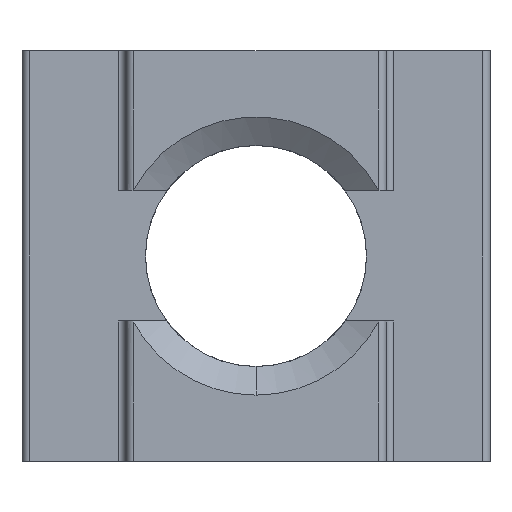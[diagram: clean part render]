
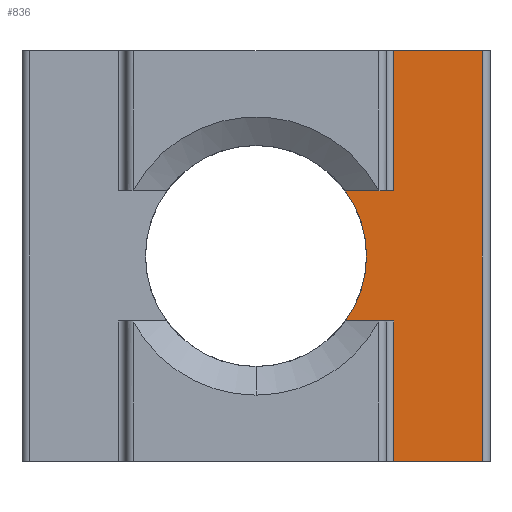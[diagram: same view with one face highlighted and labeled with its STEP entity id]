
A CAD part, front view. The second image highlights one B-rep face of the part: STEP entity #836.
In plain terms, the highlighted planar face has unit normal (0, -1, 0).
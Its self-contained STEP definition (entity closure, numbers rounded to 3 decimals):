
#7 = CARTESIAN_POINT ( 'NONE',  ( 3.437, 3., 5.4 ) ) ;
#59 = VERTEX_POINT ( 'NONE', #1266 ) ;
#71 = ORIENTED_EDGE ( 'NONE', *, *, #1203, .T. ) ;
#98 = VECTOR ( 'NONE', #1226, 1000. ) ;
#104 = DIRECTION ( 'NONE',  ( 0., 0., -1. ) ) ;
#120 = EDGE_CURVE ( 'NONE', #242, #786, #1269, .T. ) ;
#131 = CIRCLE ( 'NONE', #1273, 4.25 ) ;
#160 = VERTEX_POINT ( 'NONE', #7 ) ;
#168 = LINE ( 'NONE', #1340, #1093 ) ;
#205 = CARTESIAN_POINT ( 'NONE',  ( 5., 3., 15.8 ) ) ;
#242 = VERTEX_POINT ( 'NONE', #601 ) ;
#251 = EDGE_LOOP ( 'NONE', ( #930, #1328, #1168, #1099, #584, #1094, #71, #1401 ) ) ;
#254 = CARTESIAN_POINT ( 'NONE',  ( 5., 3., 15.8 ) ) ;
#279 = VECTOR ( 'NONE', #1012, 1000. ) ;
#290 = DIRECTION ( 'NONE',  ( 0., 1., 0. ) ) ;
#300 = VECTOR ( 'NONE', #1292, 1000. ) ;
#309 = PLANE ( 'NONE',  #1327 ) ;
#330 = VECTOR ( 'NONE', #1033, 1000. ) ;
#336 = CARTESIAN_POINT ( 'NONE',  ( 15., 3., 5.4 ) ) ;
#372 = EDGE_CURVE ( 'NONE', #1358, #160, #131, .T. ) ;
#450 = VERTEX_POINT ( 'NONE', #579 ) ;
#554 = CARTESIAN_POINT ( 'NONE',  ( 0., 3., 7.9 ) ) ;
#570 = LINE ( 'NONE', #254, #330 ) ;
#579 = CARTESIAN_POINT ( 'NONE',  ( 5.3, 3., 15.8 ) ) ;
#583 = EDGE_CURVE ( 'NONE', #450, #786, #570, .T. ) ;
#584 = ORIENTED_EDGE ( 'NONE', *, *, #372, .T. ) ;
#600 = VECTOR ( 'NONE', #1064, 1000. ) ;
#601 = CARTESIAN_POINT ( 'NONE',  ( 8.7, 3., 0. ) ) ;
#615 = CARTESIAN_POINT ( 'NONE',  ( 5., 3., 0. ) ) ;
#638 = LINE ( 'NONE', #1390, #600 ) ;
#674 = LINE ( 'NONE', #336, #279 ) ;
#711 = CARTESIAN_POINT ( 'NONE',  ( 5.3, 3., 0. ) ) ;
#724 = CARTESIAN_POINT ( 'NONE',  ( 8.7, 3., 15.8 ) ) ;
#739 = DIRECTION ( 'NONE',  ( 0., 0., 1. ) ) ;
#782 = LINE ( 'NONE', #1313, #98 ) ;
#786 = VERTEX_POINT ( 'NONE', #724 ) ;
#811 = CARTESIAN_POINT ( 'NONE',  ( 8.7, 3., 15.8 ) ) ;
#826 = EDGE_CURVE ( 'NONE', #1182, #242, #1188, .T. ) ;
#836 = ADVANCED_FACE ( 'NONE', ( #1070 ), #309, .F. ) ;
#840 = VECTOR ( 'NONE', #739, 1000. ) ;
#843 = EDGE_CURVE ( 'NONE', #959, #1358, #638, .T. ) ;
#860 = CARTESIAN_POINT ( 'NONE',  ( 5.3, 3., 10.4 ) ) ;
#908 = EDGE_CURVE ( 'NONE', #450, #959, #782, .T. ) ;
#930 = ORIENTED_EDGE ( 'NONE', *, *, #120, .T. ) ;
#954 = CARTESIAN_POINT ( 'NONE',  ( 3.437, 3., 10.4 ) ) ;
#959 = VERTEX_POINT ( 'NONE', #860 ) ;
#1012 = DIRECTION ( 'NONE',  ( -1., 0., 0. ) ) ;
#1018 = EDGE_CURVE ( 'NONE', #59, #160, #674, .T. ) ;
#1033 = DIRECTION ( 'NONE',  ( 1., 0., 0. ) ) ;
#1064 = DIRECTION ( 'NONE',  ( -1., 0., 0. ) ) ;
#1070 = FACE_OUTER_BOUND ( 'NONE', #251, .T. ) ;
#1093 = VECTOR ( 'NONE', #1315, 1000. ) ;
#1094 = ORIENTED_EDGE ( 'NONE', *, *, #1018, .F. ) ;
#1096 = DIRECTION ( 'NONE',  ( 0., 1., 0. ) ) ;
#1099 = ORIENTED_EDGE ( 'NONE', *, *, #843, .T. ) ;
#1168 = ORIENTED_EDGE ( 'NONE', *, *, #908, .T. ) ;
#1174 = DIRECTION ( 'NONE',  ( 0., 0., 1. ) ) ;
#1182 = VERTEX_POINT ( 'NONE', #711 ) ;
#1188 = LINE ( 'NONE', #615, #300 ) ;
#1203 = EDGE_CURVE ( 'NONE', #59, #1182, #168, .T. ) ;
#1226 = DIRECTION ( 'NONE',  ( 0., 0., -1. ) ) ;
#1266 = CARTESIAN_POINT ( 'NONE',  ( 5.3, 3., 5.4 ) ) ;
#1269 = LINE ( 'NONE', #811, #840 ) ;
#1273 = AXIS2_PLACEMENT_3D ( 'NONE', #554, #1096, #104 ) ;
#1292 = DIRECTION ( 'NONE',  ( 1., 0., 0. ) ) ;
#1313 = CARTESIAN_POINT ( 'NONE',  ( 5.3, 3., 0. ) ) ;
#1315 = DIRECTION ( 'NONE',  ( 0., 0., -1. ) ) ;
#1327 = AXIS2_PLACEMENT_3D ( 'NONE', #205, #290, #1174 ) ;
#1328 = ORIENTED_EDGE ( 'NONE', *, *, #583, .F. ) ;
#1340 = CARTESIAN_POINT ( 'NONE',  ( 5.3, 3., 0. ) ) ;
#1358 = VERTEX_POINT ( 'NONE', #954 ) ;
#1390 = CARTESIAN_POINT ( 'NONE',  ( 15., 3., 10.4 ) ) ;
#1401 = ORIENTED_EDGE ( 'NONE', *, *, #826, .T. ) ;
